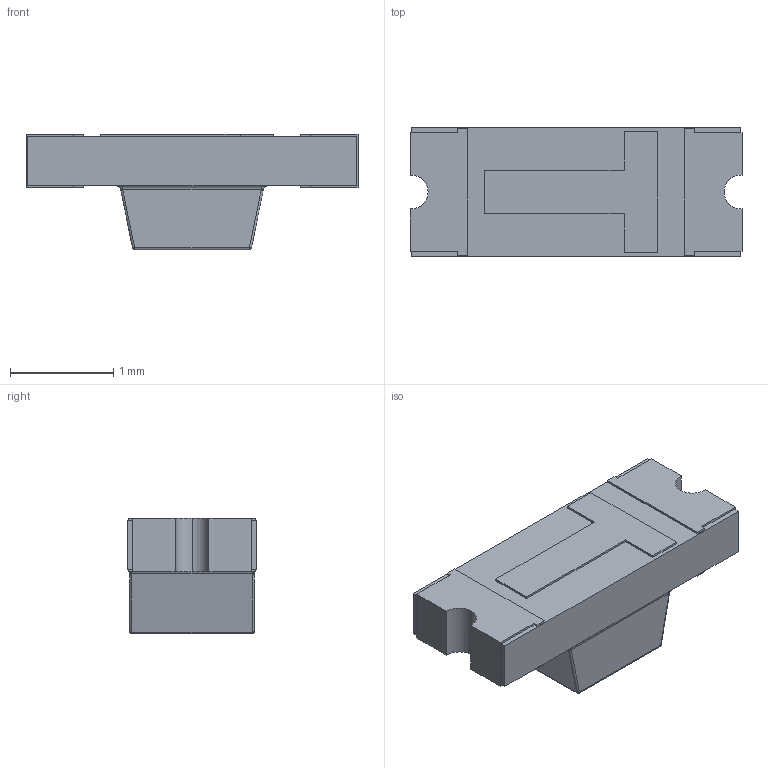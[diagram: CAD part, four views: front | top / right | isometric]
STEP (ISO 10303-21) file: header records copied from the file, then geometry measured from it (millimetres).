
FILE_DESCRIPTION (( 'STEP AP214' ), '1' );
FILE_NAME ('LED-SMD_L3.2-W1.STEP', '2021-12-08T15:17:20', ( '' ), ( '' ), 'SwSTEP 2.0', 'SolidWorks 2018', '' );
FILE_SCHEMA (( 'AUTOMOTIVE_DESIGN' ));
Length unit declared in the file: millimetre
Products named in the file (1): LED-SMD_L3.2-W1
Bounding box: 3.22 x 1.25 x 1.12 mm (x, y, z)
Volume: 2.9 mm3; surface area: 15.5 mm2
Topology: 1 solids, 1 shells, 142 faces, 376 edges, 240 vertices
Faces by surface type: plane 99, bspline 24, cylinder 15, sphere 4
Entity records: 6308 total; most frequent: CARTESIAN_POINT 2007, ORIENTED_EDGE 744, DIRECTION 596, EDGE_CURVE 372, VECTOR 298, LINE 298, VERTEX_POINT 240, EDGE_LOOP 150
